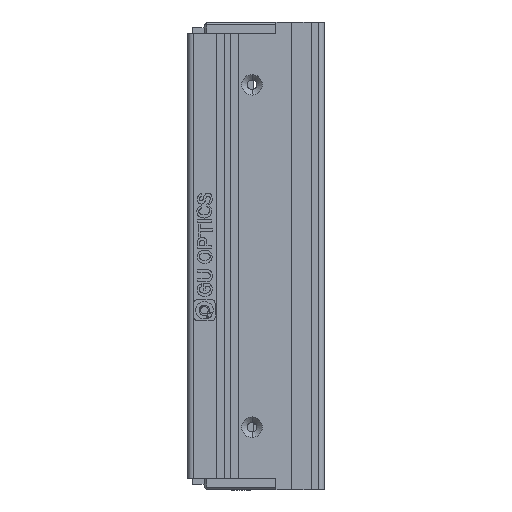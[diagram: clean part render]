
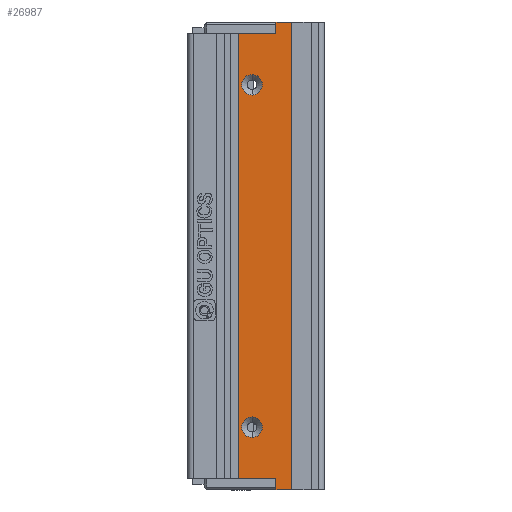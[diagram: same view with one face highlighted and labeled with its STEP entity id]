
A CAD part, left-side view. The second image highlights one B-rep face of the part: STEP entity #26987.
In plain terms, the highlighted planar face has unit normal (-1, 0, 0).
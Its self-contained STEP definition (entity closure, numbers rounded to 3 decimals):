
#1039 = CARTESIAN_POINT ( 'NONE',  ( 30.425, 23.691, -86.8 ) ) ;
#1353 = ORIENTED_EDGE ( 'NONE', *, *, #23434, .T. ) ;
#2040 = DIRECTION ( 'NONE',  ( 0., 0., 1. ) ) ;
#2258 = LINE ( 'NONE', #6888, #19588 ) ;
#2463 = EDGE_CURVE ( 'NONE', #23846, #6142, #25849, .T. ) ;
#2539 = ORIENTED_EDGE ( 'NONE', *, *, #4988, .T. ) ;
#3086 = EDGE_CURVE ( 'NONE', #7102, #6272, #7290, .T. ) ;
#3745 = VECTOR ( 'NONE', #19324, 1000. ) ;
#3805 = ORIENTED_EDGE ( 'NONE', *, *, #13698, .T. ) ;
#4386 = DIRECTION ( 'NONE',  ( 1., 0., 0. ) ) ;
#4561 = VECTOR ( 'NONE', #29148, 1000. ) ;
#4813 = CARTESIAN_POINT ( 'NONE',  ( 30.425, 25.991, -154. ) ) ;
#4885 = DIRECTION ( 'NONE',  ( 0., -1., 0. ) ) ;
#4988 = EDGE_CURVE ( 'NONE', #9917, #10981, #17872, .T. ) ;
#5080 = PLANE ( 'NONE',  #10434 ) ;
#5287 = LINE ( 'NONE', #26958, #4561 ) ;
#5523 = AXIS2_PLACEMENT_3D ( 'NONE', #23684, #23482, #28253 ) ;
#5652 = LINE ( 'NONE', #24067, #29764 ) ;
#5712 = FACE_OUTER_BOUND ( 'NONE', #29669, .T. ) ;
#6142 = VERTEX_POINT ( 'NONE', #23960 ) ;
#6272 = VERTEX_POINT ( 'NONE', #1039 ) ;
#6644 = LINE ( 'NONE', #16981, #3745 ) ;
#6760 = FACE_BOUND ( 'NONE', #28390, .T. ) ;
#6888 = CARTESIAN_POINT ( 'NONE',  ( 30.425, 19.491, -74. ) ) ;
#6979 = ORIENTED_EDGE ( 'NONE', *, *, #28182, .T. ) ;
#7102 = VERTEX_POINT ( 'NONE', #16994 ) ;
#7197 = CIRCLE ( 'NONE', #26007, 1.8 ) ;
#7290 = CIRCLE ( 'NONE', #29140, 1.8 ) ;
#7334 = ORIENTED_EDGE ( 'NONE', *, *, #11106, .T. ) ;
#7395 = CARTESIAN_POINT ( 'NONE',  ( 30.425, 7.084, -74. ) ) ;
#7807 = DIRECTION ( 'NONE',  ( 0., -1., 0. ) ) ;
#8077 = CARTESIAN_POINT ( 'NONE',  ( 30.425, 16.791, -156. ) ) ;
#8722 = ORIENTED_EDGE ( 'NONE', *, *, #9267, .T. ) ;
#8876 = DIRECTION ( 'NONE',  ( 1., 0., 0. ) ) ;
#9134 = VERTEX_POINT ( 'NONE', #13410 ) ;
#9267 = EDGE_CURVE ( 'NONE', #27244, #10060, #5287, .T. ) ;
#9917 = VERTEX_POINT ( 'NONE', #28418 ) ;
#10060 = VERTEX_POINT ( 'NONE', #26440 ) ;
#10295 = VECTOR ( 'NONE', #12920, 1000. ) ;
#10434 = AXIS2_PLACEMENT_3D ( 'NONE', #7395, #21218, #4885 ) ;
#10711 = ORIENTED_EDGE ( 'NONE', *, *, #13350, .T. ) ;
#10981 = VERTEX_POINT ( 'NONE', #4813 ) ;
#11106 = EDGE_CURVE ( 'NONE', #6272, #7102, #14020, .T. ) ;
#11110 = VERTEX_POINT ( 'NONE', #16587 ) ;
#11410 = EDGE_CURVE ( 'NONE', #11110, #9134, #7197, .T. ) ;
#11504 = CARTESIAN_POINT ( 'NONE',  ( 30.425, 34.991, -76. ) ) ;
#11583 = EDGE_LOOP ( 'NONE', ( #17915, #6979 ) ) ;
#11951 = DIRECTION ( 'NONE',  ( 0., 0., 1. ) ) ;
#12402 = LINE ( 'NONE', #19915, #24332 ) ;
#12655 = CARTESIAN_POINT ( 'NONE',  ( 30.425, 19.491, -154. ) ) ;
#12920 = DIRECTION ( 'NONE',  ( 0., 0., -1. ) ) ;
#13350 = EDGE_CURVE ( 'NONE', #18601, #23846, #6644, .T. ) ;
#13410 = CARTESIAN_POINT ( 'NONE',  ( 30.425, 23.691, -146.8 ) ) ;
#13657 = EDGE_CURVE ( 'NONE', #24426, #18601, #2258, .T. ) ;
#13698 = EDGE_CURVE ( 'NONE', #10060, #9917, #21035, .T. ) ;
#14020 = CIRCLE ( 'NONE', #5523, 1.8 ) ;
#14863 = VECTOR ( 'NONE', #16240, 1000. ) ;
#15007 = VECTOR ( 'NONE', #24087, 1000. ) ;
#16240 = DIRECTION ( 'NONE',  ( 0., 1., 0. ) ) ;
#16482 = EDGE_CURVE ( 'NONE', #10981, #24426, #5652, .T. ) ;
#16587 = CARTESIAN_POINT ( 'NONE',  ( 30.425, 23.691, -143.2 ) ) ;
#16778 = ORIENTED_EDGE ( 'NONE', *, *, #16482, .T. ) ;
#16932 = CIRCLE ( 'NONE', #24236, 1.8 ) ;
#16981 = CARTESIAN_POINT ( 'NONE',  ( 30.425, 7.084, -156. ) ) ;
#16994 = CARTESIAN_POINT ( 'NONE',  ( 30.425, 23.691, -83.2 ) ) ;
#17673 = CARTESIAN_POINT ( 'NONE',  ( 30.425, 25.991, -74. ) ) ;
#17686 = DIRECTION ( 'NONE',  ( 0., 1., 0. ) ) ;
#17872 = LINE ( 'NONE', #17673, #10295 ) ;
#17915 = ORIENTED_EDGE ( 'NONE', *, *, #11410, .T. ) ;
#18061 = CARTESIAN_POINT ( 'NONE',  ( 30.425, 23.691, -85. ) ) ;
#18309 = FACE_BOUND ( 'NONE', #11583, .T. ) ;
#18601 = VERTEX_POINT ( 'NONE', #21123 ) ;
#19324 = DIRECTION ( 'NONE',  ( 0., -1., 0. ) ) ;
#19588 = VECTOR ( 'NONE', #29819, 1000. ) ;
#19915 = CARTESIAN_POINT ( 'NONE',  ( 30.425, 7.084, -74. ) ) ;
#20409 = CARTESIAN_POINT ( 'NONE',  ( 30.425, 23.691, -145. ) ) ;
#21035 = LINE ( 'NONE', #11504, #14863 ) ;
#21123 = CARTESIAN_POINT ( 'NONE',  ( 30.425, 19.491, -156. ) ) ;
#21218 = DIRECTION ( 'NONE',  ( -1., 0., 0. ) ) ;
#23434 = EDGE_CURVE ( 'NONE', #6142, #27244, #12402, .T. ) ;
#23482 = DIRECTION ( 'NONE',  ( 1., 0., 0. ) ) ;
#23684 = CARTESIAN_POINT ( 'NONE',  ( 30.425, 23.691, -85. ) ) ;
#23695 = DIRECTION ( 'NONE',  ( 1., 0., 0. ) ) ;
#23846 = VERTEX_POINT ( 'NONE', #8077 ) ;
#23960 = CARTESIAN_POINT ( 'NONE',  ( 30.425, 16.791, -74. ) ) ;
#23980 = CARTESIAN_POINT ( 'NONE',  ( 30.425, 23.691, -145. ) ) ;
#24067 = CARTESIAN_POINT ( 'NONE',  ( 30.425, 7.084, -154. ) ) ;
#24087 = DIRECTION ( 'NONE',  ( 0., 0., 1. ) ) ;
#24236 = AXIS2_PLACEMENT_3D ( 'NONE', #23980, #23695, #11951 ) ;
#24332 = VECTOR ( 'NONE', #17686, 1000. ) ;
#24341 = ORIENTED_EDGE ( 'NONE', *, *, #13657, .T. ) ;
#24426 = VERTEX_POINT ( 'NONE', #12655 ) ;
#24917 = DIRECTION ( 'NONE',  ( 0., 0., 1. ) ) ;
#25849 = LINE ( 'NONE', #28462, #15007 ) ;
#26007 = AXIS2_PLACEMENT_3D ( 'NONE', #20409, #4386, #2040 ) ;
#26042 = CARTESIAN_POINT ( 'NONE',  ( 30.425, 19.491, -74. ) ) ;
#26440 = CARTESIAN_POINT ( 'NONE',  ( 30.425, 19.491, -76. ) ) ;
#26958 = CARTESIAN_POINT ( 'NONE',  ( 30.425, 19.491, -74. ) ) ;
#26987 = ADVANCED_FACE ( 'NONE', ( #5712, #6760, #18309 ), #5080, .T. ) ;
#27244 = VERTEX_POINT ( 'NONE', #26042 ) ;
#28182 = EDGE_CURVE ( 'NONE', #9134, #11110, #16932, .T. ) ;
#28253 = DIRECTION ( 'NONE',  ( 0., 0., 1. ) ) ;
#28390 = EDGE_LOOP ( 'NONE', ( #28937, #7334 ) ) ;
#28418 = CARTESIAN_POINT ( 'NONE',  ( 30.425, 25.991, -76. ) ) ;
#28462 = CARTESIAN_POINT ( 'NONE',  ( 30.425, 16.791, -74. ) ) ;
#28937 = ORIENTED_EDGE ( 'NONE', *, *, #3086, .T. ) ;
#29140 = AXIS2_PLACEMENT_3D ( 'NONE', #18061, #8876, #24917 ) ;
#29148 = DIRECTION ( 'NONE',  ( 0., 0., -1. ) ) ;
#29635 = ORIENTED_EDGE ( 'NONE', *, *, #2463, .T. ) ;
#29669 = EDGE_LOOP ( 'NONE', ( #1353, #8722, #3805, #2539, #16778, #24341, #10711, #29635 ) ) ;
#29764 = VECTOR ( 'NONE', #7807, 1000. ) ;
#29819 = DIRECTION ( 'NONE',  ( 0., 0., -1. ) ) ;
